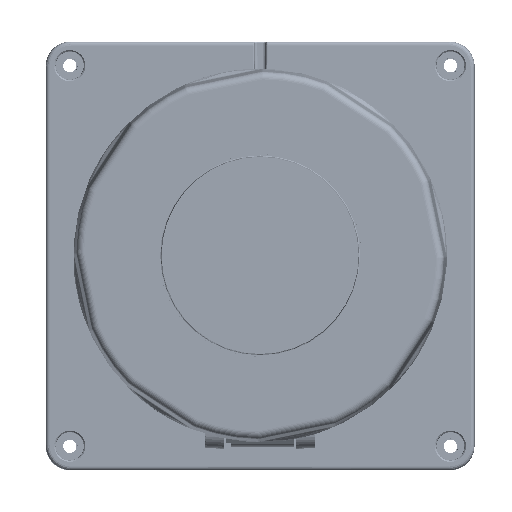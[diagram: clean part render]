
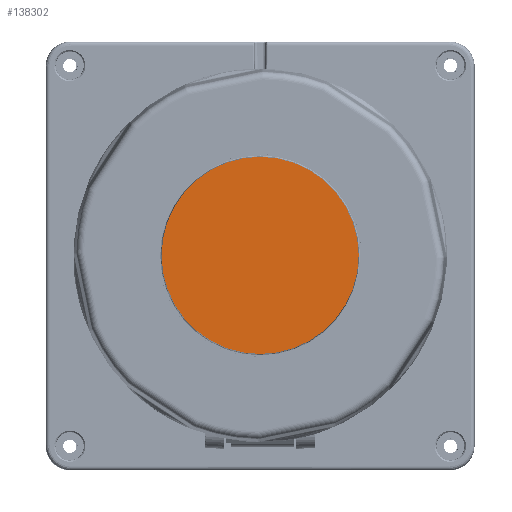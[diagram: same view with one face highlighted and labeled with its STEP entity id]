
A CAD part, top view. The second image highlights one B-rep face of the part: STEP entity #138302.
In plain terms, the highlighted planar face has unit normal (0, 0, 1).
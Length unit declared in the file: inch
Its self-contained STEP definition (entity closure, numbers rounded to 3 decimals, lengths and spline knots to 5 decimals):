
#3348 = ORIENTED_EDGE ( 'NONE', *, *, #163586, .T. ) ;
#42326 = DIRECTION ( 'NONE',  ( 0., 1., 0. ) ) ;
#77669 = CARTESIAN_POINT ( 'NONE',  ( 0.95278, 4.19924, 8.3637 ) ) ;
#112222 = PLANE ( 'NONE',  #243435 ) ;
#128513 = EDGE_LOOP ( 'NONE', ( #3348 ) ) ;
#138302 = ADVANCED_FACE ( 'NONE', ( #463893 ), #112222, .T. ) ;
#142824 = CARTESIAN_POINT ( 'NONE',  ( 0.95278, 4.19924, 8.3637 ) ) ;
#163586 = EDGE_CURVE ( 'NONE', #304248, #304248, #387850, .T. ) ;
#243435 = AXIS2_PLACEMENT_3D ( 'NONE', #142824, #256029, #400066 ) ;
#244571 = AXIS2_PLACEMENT_3D ( 'NONE', #77669, #400866, #42326 ) ;
#256029 = DIRECTION ( 'NONE',  ( 0., 0., 1. ) ) ;
#299591 = CARTESIAN_POINT ( 'NONE',  ( 0.95278, 5.46277, 8.3637 ) ) ;
#304248 = VERTEX_POINT ( 'NONE', #299591 ) ;
#387850 = CIRCLE ( 'NONE', #244571, 1.26353 ) ;
#400066 = DIRECTION ( 'NONE',  ( 0., 1., 0. ) ) ;
#400866 = DIRECTION ( 'NONE',  ( 0., 0., 1. ) ) ;
#463893 = FACE_OUTER_BOUND ( 'NONE', #128513, .T. ) ;
